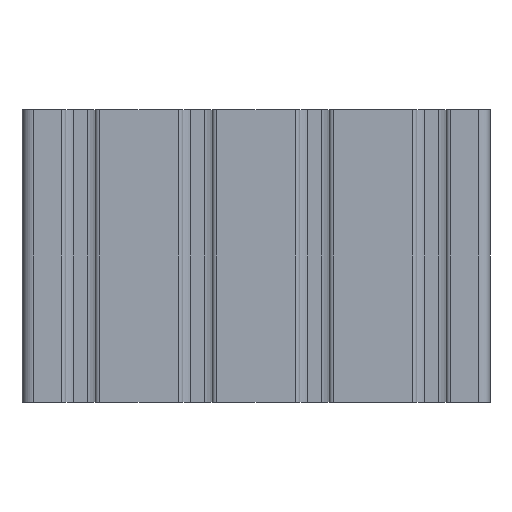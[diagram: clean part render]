
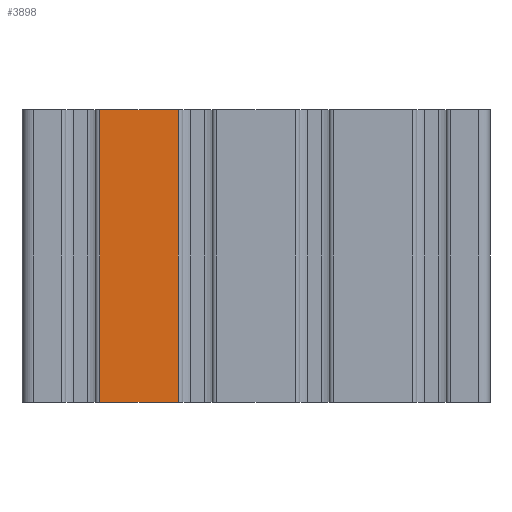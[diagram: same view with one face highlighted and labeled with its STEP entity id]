
A CAD part, front view. The second image highlights one B-rep face of the part: STEP entity #3898.
In plain terms, the highlighted planar face has unit normal (0, -1, 0).
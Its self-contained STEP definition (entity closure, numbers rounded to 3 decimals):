
#36 = DIRECTION ( 'NONE',  ( 1., 0., 0. ) ) ;
#905 = VECTOR ( 'NONE', #2407, 1000. ) ;
#1094 = DIRECTION ( 'NONE',  ( 0., 0., -1. ) ) ;
#1277 = VECTOR ( 'NONE', #36, 1000. ) ;
#1643 = FACE_OUTER_BOUND ( 'NONE', #6668, .T. ) ;
#1975 = PLANE ( 'NONE',  #4712 ) ;
#2027 = VERTEX_POINT ( 'NONE', #3076 ) ;
#2407 = DIRECTION ( 'NONE',  ( 1., 0., 0. ) ) ;
#2420 = ORIENTED_EDGE ( 'NONE', *, *, #6097, .F. ) ;
#2450 = EDGE_CURVE ( 'NONE', #7390, #2027, #2984, .T. ) ;
#2651 = VERTEX_POINT ( 'NONE', #4620 ) ;
#2955 = LINE ( 'NONE', #5295, #1277 ) ;
#2984 = LINE ( 'NONE', #5324, #905 ) ;
#3076 = CARTESIAN_POINT ( 'NONE',  ( -13.3, -10., 25. ) ) ;
#3125 = CARTESIAN_POINT ( 'NONE',  ( -13.3, -10., 25. ) ) ;
#3517 = LINE ( 'NONE', #6894, #4401 ) ;
#3695 = DIRECTION ( 'NONE',  ( -1., 0., 0. ) ) ;
#3898 = ADVANCED_FACE ( 'NONE', ( #1643 ), #1975, .F. ) ;
#4356 = EDGE_CURVE ( 'NONE', #7390, #2651, #4983, .T. ) ;
#4388 = ORIENTED_EDGE ( 'NONE', *, *, #4544, .T. ) ;
#4401 = VECTOR ( 'NONE', #1094, 1000. ) ;
#4544 = EDGE_CURVE ( 'NONE', #2651, #5202, #2955, .T. ) ;
#4620 = CARTESIAN_POINT ( 'NONE',  ( -26.7, -10., -25. ) ) ;
#4712 = AXIS2_PLACEMENT_3D ( 'NONE', #3125, #5869, #3695 ) ;
#4744 = ORIENTED_EDGE ( 'NONE', *, *, #4356, .T. ) ;
#4983 = LINE ( 'NONE', #6875, #5942 ) ;
#5202 = VERTEX_POINT ( 'NONE', #7515 ) ;
#5295 = CARTESIAN_POINT ( 'NONE',  ( -13.3, -10., -25. ) ) ;
#5324 = CARTESIAN_POINT ( 'NONE',  ( -13.3, -10., 25. ) ) ;
#5642 = DIRECTION ( 'NONE',  ( 0., 0., -1. ) ) ;
#5653 = CARTESIAN_POINT ( 'NONE',  ( -26.7, -10., 25. ) ) ;
#5869 = DIRECTION ( 'NONE',  ( 0., 1., 0. ) ) ;
#5942 = VECTOR ( 'NONE', #5642, 1000. ) ;
#6097 = EDGE_CURVE ( 'NONE', #2027, #5202, #3517, .T. ) ;
#6271 = ORIENTED_EDGE ( 'NONE', *, *, #2450, .F. ) ;
#6668 = EDGE_LOOP ( 'NONE', ( #4388, #2420, #6271, #4744 ) ) ;
#6875 = CARTESIAN_POINT ( 'NONE',  ( -26.7, -10., 25. ) ) ;
#6894 = CARTESIAN_POINT ( 'NONE',  ( -13.3, -10., 25. ) ) ;
#7390 = VERTEX_POINT ( 'NONE', #5653 ) ;
#7515 = CARTESIAN_POINT ( 'NONE',  ( -13.3, -10., -25. ) ) ;
